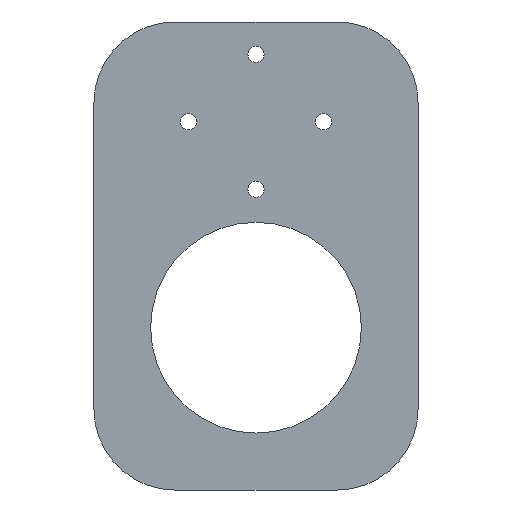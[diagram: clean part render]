
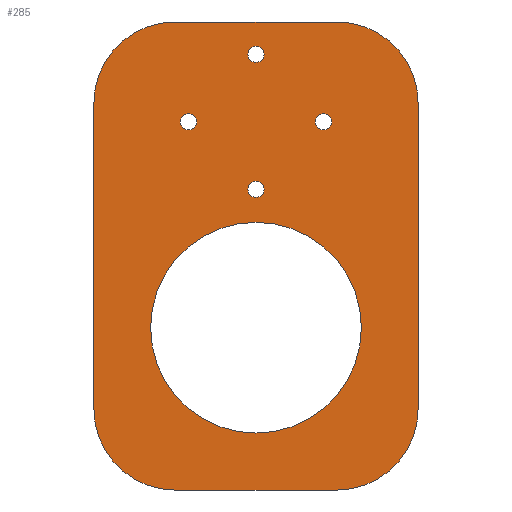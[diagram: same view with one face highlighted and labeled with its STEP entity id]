
A CAD part, front view. The second image highlights one B-rep face of the part: STEP entity #285.
In plain terms, the highlighted planar face has unit normal (0, -1, 0).
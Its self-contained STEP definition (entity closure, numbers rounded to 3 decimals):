
#15=FACE_BOUND('',#49,.T.);
#16=FACE_BOUND('',#50,.T.);
#17=FACE_BOUND('',#51,.T.);
#18=FACE_BOUND('',#52,.T.);
#19=FACE_BOUND('',#53,.T.);
#26=PLANE('',#325);
#33=FACE_OUTER_BOUND('',#48,.T.);
#48=EDGE_LOOP('',(#204,#205,#206,#207,#208,#209,#210,#211));
#49=EDGE_LOOP('',(#212));
#50=EDGE_LOOP('',(#213));
#51=EDGE_LOOP('',(#214));
#52=EDGE_LOOP('',(#215));
#53=EDGE_LOOP('',(#216));
#73=LINE('',#455,#94);
#76=LINE('',#461,#97);
#77=LINE('',#465,#98);
#78=LINE('',#469,#99);
#94=VECTOR('',#366,10.);
#97=VECTOR('',#371,10.);
#98=VECTOR('',#374,10.);
#99=VECTOR('',#377,10.);
#114=CIRCLE('',#323,10.);
#115=CIRCLE('',#326,10.);
#116=CIRCLE('',#327,10.);
#117=CIRCLE('',#328,10.);
#118=CIRCLE('',#329,1.);
#119=CIRCLE('',#330,1.);
#120=CIRCLE('',#331,1.);
#121=CIRCLE('',#332,1.);
#122=CIRCLE('',#333,13.);
#133=VERTEX_POINT('',#448);
#134=VERTEX_POINT('',#450);
#135=VERTEX_POINT('',#454);
#137=VERTEX_POINT('',#460);
#138=VERTEX_POINT('',#462);
#139=VERTEX_POINT('',#464);
#140=VERTEX_POINT('',#466);
#141=VERTEX_POINT('',#468);
#142=VERTEX_POINT('',#471);
#143=VERTEX_POINT('',#473);
#144=VERTEX_POINT('',#475);
#145=VERTEX_POINT('',#477);
#146=VERTEX_POINT('',#479);
#159=EDGE_CURVE('',#133,#134,#114,.T.);
#161=EDGE_CURVE('',#134,#135,#73,.T.);
#164=EDGE_CURVE('',#137,#133,#76,.T.);
#165=EDGE_CURVE('',#138,#137,#115,.T.);
#166=EDGE_CURVE('',#139,#138,#77,.T.);
#167=EDGE_CURVE('',#140,#139,#116,.T.);
#168=EDGE_CURVE('',#141,#140,#78,.T.);
#169=EDGE_CURVE('',#135,#141,#117,.T.);
#170=EDGE_CURVE('',#142,#142,#118,.T.);
#171=EDGE_CURVE('',#143,#143,#119,.T.);
#172=EDGE_CURVE('',#144,#144,#120,.T.);
#173=EDGE_CURVE('',#145,#145,#121,.T.);
#174=EDGE_CURVE('',#146,#146,#122,.T.);
#204=ORIENTED_EDGE('',*,*,#159,.F.);
#205=ORIENTED_EDGE('',*,*,#164,.F.);
#206=ORIENTED_EDGE('',*,*,#165,.F.);
#207=ORIENTED_EDGE('',*,*,#166,.F.);
#208=ORIENTED_EDGE('',*,*,#167,.F.);
#209=ORIENTED_EDGE('',*,*,#168,.F.);
#210=ORIENTED_EDGE('',*,*,#169,.F.);
#211=ORIENTED_EDGE('',*,*,#161,.F.);
#212=ORIENTED_EDGE('',*,*,#170,.F.);
#213=ORIENTED_EDGE('',*,*,#171,.F.);
#214=ORIENTED_EDGE('',*,*,#172,.F.);
#215=ORIENTED_EDGE('',*,*,#173,.F.);
#216=ORIENTED_EDGE('',*,*,#174,.F.);
#285=ADVANCED_FACE('',(#33,#15,#16,#17,#18,#19),#26,.F.);
#323=AXIS2_PLACEMENT_3D('',#451,#361,#362);
#325=AXIS2_PLACEMENT_3D('',#459,#369,#370);
#326=AXIS2_PLACEMENT_3D('',#463,#372,#373);
#327=AXIS2_PLACEMENT_3D('',#467,#375,#376);
#328=AXIS2_PLACEMENT_3D('',#470,#378,#379);
#329=AXIS2_PLACEMENT_3D('',#472,#380,#381);
#330=AXIS2_PLACEMENT_3D('',#474,#382,#383);
#331=AXIS2_PLACEMENT_3D('',#476,#384,#385);
#332=AXIS2_PLACEMENT_3D('',#478,#386,#387);
#333=AXIS2_PLACEMENT_3D('',#480,#388,#389);
#361=DIRECTION('center_axis',(0.,1.,0.));
#362=DIRECTION('ref_axis',(-0.707,0.,-0.707));
#366=DIRECTION('',(0.,0.,1.));
#369=DIRECTION('center_axis',(0.,1.,0.));
#370=DIRECTION('ref_axis',(0.,0.,1.));
#371=DIRECTION('',(-1.,0.,0.));
#372=DIRECTION('center_axis',(0.,1.,0.));
#373=DIRECTION('ref_axis',(0.707,0.,-0.707));
#374=DIRECTION('',(0.,0.,-1.));
#375=DIRECTION('center_axis',(0.,1.,0.));
#376=DIRECTION('ref_axis',(0.707,0.,0.707));
#377=DIRECTION('',(1.,0.,0.));
#378=DIRECTION('center_axis',(0.,1.,0.));
#379=DIRECTION('ref_axis',(-0.707,0.,0.707));
#380=DIRECTION('center_axis',(0.,-1.,0.));
#381=DIRECTION('ref_axis',(1.,0.,0.));
#382=DIRECTION('center_axis',(0.,-1.,0.));
#383=DIRECTION('ref_axis',(1.,0.,0.));
#384=DIRECTION('center_axis',(0.,-1.,0.));
#385=DIRECTION('ref_axis',(1.,0.,0.));
#386=DIRECTION('center_axis',(0.,-1.,0.));
#387=DIRECTION('ref_axis',(1.,0.,0.));
#388=DIRECTION('center_axis',(0.,-1.,0.));
#389=DIRECTION('ref_axis',(1.,0.,0.));
#448=CARTESIAN_POINT('',(1.199,0.,-42.814));
#450=CARTESIAN_POINT('',(-8.801,0.,-32.814));
#451=CARTESIAN_POINT('Origin',(1.199,0.,-32.814));
#454=CARTESIAN_POINT('',(-8.801,0.,4.917));
#455=CARTESIAN_POINT('',(-8.801,0.,-42.814));
#459=CARTESIAN_POINT('Origin',(11.199,0.,-13.948));
#460=CARTESIAN_POINT('',(21.199,0.,-42.814));
#461=CARTESIAN_POINT('',(31.199,0.,-42.814));
#462=CARTESIAN_POINT('',(31.199,0.,-32.814));
#463=CARTESIAN_POINT('Origin',(21.199,0.,-32.814));
#464=CARTESIAN_POINT('',(31.199,0.,4.917));
#465=CARTESIAN_POINT('',(31.199,0.,14.917));
#466=CARTESIAN_POINT('',(21.199,0.,14.917));
#467=CARTESIAN_POINT('Origin',(21.199,0.,4.917));
#468=CARTESIAN_POINT('',(1.199,0.,14.917));
#469=CARTESIAN_POINT('',(-8.801,0.,14.917));
#470=CARTESIAN_POINT('Origin',(1.199,0.,4.917));
#471=CARTESIAN_POINT('',(10.199,0.,10.938));
#472=CARTESIAN_POINT('Origin',(11.199,0.,10.938));
#473=CARTESIAN_POINT('',(18.53,0.,2.607));
#474=CARTESIAN_POINT('Origin',(19.53,0.,2.607));
#475=CARTESIAN_POINT('',(1.868,0.,2.607));
#476=CARTESIAN_POINT('Origin',(2.868,0.,2.607));
#477=CARTESIAN_POINT('',(10.199,0.,-5.724));
#478=CARTESIAN_POINT('Origin',(11.199,0.,-5.724));
#479=CARTESIAN_POINT('',(-1.801,0.,-22.793));
#480=CARTESIAN_POINT('Origin',(11.199,0.,-22.793));
